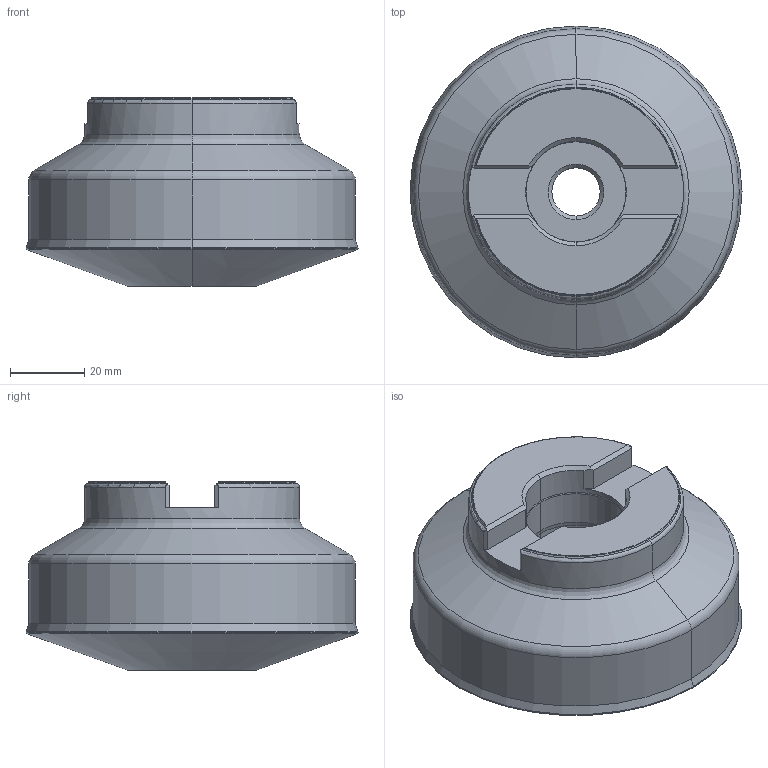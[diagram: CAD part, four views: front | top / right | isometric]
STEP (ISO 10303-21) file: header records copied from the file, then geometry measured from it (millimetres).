
FILE_DESCRIPTION(('no description'),'unknown implementation level');
FILE_NAME('15CD63BB-69C4-4487-AED4-3AF1E384E887_export.stp',' ',('CIM GmbH Aachen'),('CADClick - KiM GmbH - www.kimweb.de'),'unknown preprocess','ACIS','unknown authorization');
FILE_SCHEMA(('automotive_design'));
Length unit declared in the file: millimetre
Products named in the file (1): Rotation2
Bounding box: 89.5 x 89.5 x 50.8 mm (x, y, z)
Volume: 196410.8 mm3; surface area: 24231.1 mm2
Topology: 1 solids, 1 shells, 89 faces, 208 edges, 122 vertices
Faces by surface type: cone 30, plane 23, torus 22, cylinder 14
Entity records: 4971 total; most frequent: CARTESIAN_POINT 516, DIRECTION 472, STYLED_ITEM 420, PRESENTATION_STYLE_ASSIGNMENT 420, COLOUR_RGB 420, ORIENTED_EDGE 416, EDGE_CURVE 208, CURVE_STYLE 208
